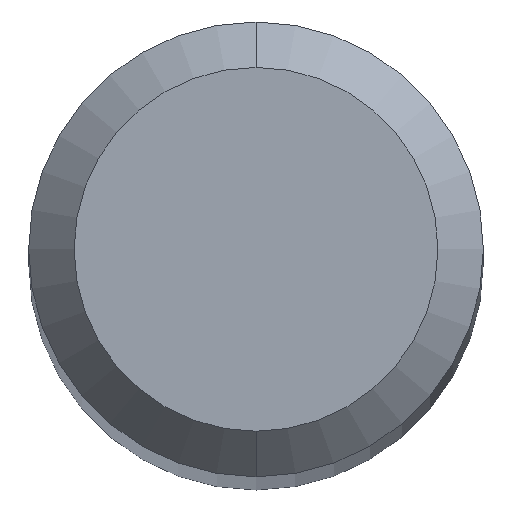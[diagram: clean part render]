
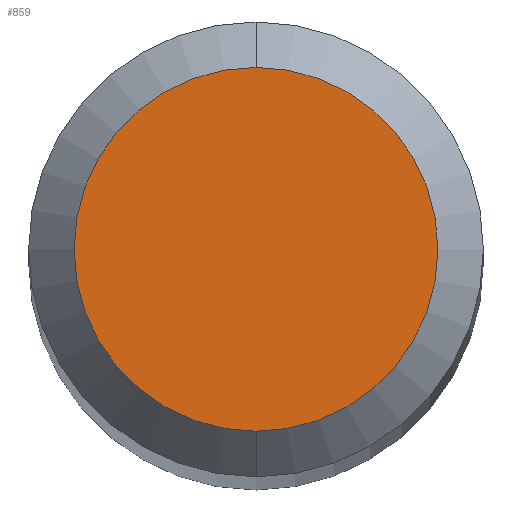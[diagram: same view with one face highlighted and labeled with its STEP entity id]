
A CAD part, top view. The second image highlights one B-rep face of the part: STEP entity #859.
In plain terms, the highlighted planar face has unit normal (0, 0, 1).
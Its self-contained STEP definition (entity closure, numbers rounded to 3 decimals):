
#395=EDGE_CURVE('',#815,#905,#1015,.T.);
#477=EDGE_CURVE('',#905,#815,#1098,.T.);
#815=VERTEX_POINT('',#1469);
#859=ADVANCED_FACE('',(#1520),#1521,.T.);
#905=VERTEX_POINT('',#1572);
#1015=CIRCLE('',#1930,1.2);
#1098=CIRCLE('',#2242,1.2);
#1469=CARTESIAN_POINT('',(0.0,1.2,0.0));
#1520=FACE_OUTER_BOUND('',#5703,.T.);
#1521=PLANE('',#5704);
#1572=CARTESIAN_POINT('',(0.,-1.2,0.0));
#1930=AXIS2_PLACEMENT_3D('',#6011,#6012,#6013);
#2242=AXIS2_PLACEMENT_3D('',#6052,#6053,#6054);
#5703=EDGE_LOOP('',(#6535,#6536));
#5704=AXIS2_PLACEMENT_3D('',#6537,#6538,#6539);
#6011=CARTESIAN_POINT('',(0.0,0.0,0.0));
#6012=DIRECTION('',(0.0,0.0,-1.0));
#6013=DIRECTION('',(0.0,1.0,0.0));
#6052=CARTESIAN_POINT('',(0.0,0.0,0.0));
#6053=DIRECTION('',(0.0,0.0,-1.0));
#6054=DIRECTION('',(0.0,1.0,0.0));
#6535=ORIENTED_EDGE('',*,*,#395,.F.);
#6536=ORIENTED_EDGE('',*,*,#477,.F.);
#6537=CARTESIAN_POINT('',(0.0,0.6,0.0));
#6538=DIRECTION('',(-0.0,0.0,1.0));
#6539=DIRECTION('',(0.0,-1.0,0.0));
